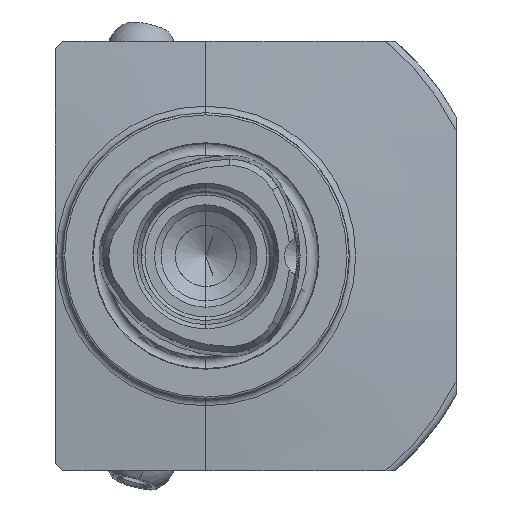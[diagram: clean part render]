
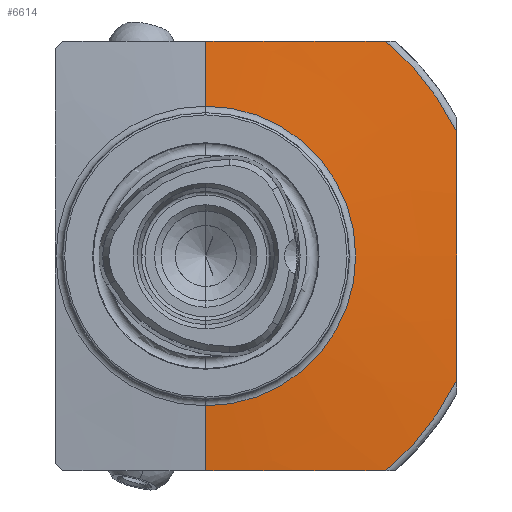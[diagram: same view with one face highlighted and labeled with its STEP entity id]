
A CAD part, left-side view. The second image highlights one B-rep face of the part: STEP entity #6614.
In plain terms, the highlighted conical face has half-angle 85 degrees and reference radius 39.087 mm.
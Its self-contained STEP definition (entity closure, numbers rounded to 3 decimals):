
#26 = VERTEX_POINT ( 'NONE', #5533 ) ;
#245 = CARTESIAN_POINT ( 'NONE',  ( 22.586, 0., 39.087 ) ) ;
#247 = DIRECTION ( 'NONE',  ( 0.087, 0., 0.996 ) ) ;
#295 = DIRECTION ( 'NONE',  ( 0.087, 0., -0.996 ) ) ;
#296 = CARTESIAN_POINT ( 'NONE',  ( 22.586, 0., -39.087 ) ) ;
#335 = CARTESIAN_POINT ( 'NONE',  ( 21.791, 0., 30. ) ) ;
#336 = CARTESIAN_POINT ( 'NONE',  ( 21.791, -4.178, 30. ) ) ;
#345 = CARTESIAN_POINT ( 'NONE',  ( 21.87, -8.355, 30. ) ) ;
#346 = CARTESIAN_POINT ( 'NONE',  ( 22.152, -16.707, 30. ) ) ;
#347 = CARTESIAN_POINT ( 'NONE',  ( 22.352, -20.882, 30. ) ) ;
#348 = CARTESIAN_POINT ( 'NONE',  ( 22.586, -25.056, 30. ) ) ;
#379 = CARTESIAN_POINT ( 'NONE',  ( 22.586, -35., 17.401 ) ) ;
#380 = CARTESIAN_POINT ( 'NONE',  ( 22.36, -35., 11.6 ) ) ;
#385 = CARTESIAN_POINT ( 'NONE',  ( 22.229, -35., 5.799 ) ) ;
#386 = CARTESIAN_POINT ( 'NONE',  ( 22.229, -35., -5.802 ) ) ;
#387 = CARTESIAN_POINT ( 'NONE',  ( 22.36, -35., -11.602 ) ) ;
#388 = CARTESIAN_POINT ( 'NONE',  ( 22.586, -35., -17.401 ) ) ;
#389 = CARTESIAN_POINT ( 'NONE',  ( 22.586, -25.056, -30. ) ) ;
#390 = CARTESIAN_POINT ( 'NONE',  ( 22.352, -20.882, -30. ) ) ;
#391 = CARTESIAN_POINT ( 'NONE',  ( 22.586, 0., 0. ) ) ;
#392 = DIRECTION ( 'NONE',  ( -1., 0., 0. ) ) ;
#393 = DIRECTION ( 'NONE',  ( 0., 0., 1. ) ) ;
#395 = CARTESIAN_POINT ( 'NONE',  ( 22.152, -16.707, -30. ) ) ;
#396 = CARTESIAN_POINT ( 'NONE',  ( 21.87, -8.355, -30. ) ) ;
#397 = CARTESIAN_POINT ( 'NONE',  ( 21.791, -4.178, -30. ) ) ;
#398 = CARTESIAN_POINT ( 'NONE',  ( 21.791, 0., -30. ) ) ;
#401 = CARTESIAN_POINT ( 'NONE',  ( 22.586, 0., 0. ) ) ;
#402 = DIRECTION ( 'NONE',  ( -1., 0., 0. ) ) ;
#403 = DIRECTION ( 'NONE',  ( 0., 0., 1. ) ) ;
#1274 = AXIS2_PLACEMENT_3D ( 'NONE', #2023, #2019, #2021 ) ;
#1561 = FACE_OUTER_BOUND ( 'NONE', #7127, .T. ) ;
#1574 = CONICAL_SURFACE ( 'NONE', #1274, 39.087, 1.484 ) ;
#2019 = DIRECTION ( 'NONE',  ( 1., 0., 0. ) ) ;
#2021 = DIRECTION ( 'NONE',  ( 0., 0., -1. ) ) ;
#2023 = CARTESIAN_POINT ( 'NONE',  ( 22.586, 0., 0. ) ) ;
#2231 = ORIENTED_EDGE ( 'NONE', *, *, #6211, .F. ) ;
#2233 = ORIENTED_EDGE ( 'NONE', *, *, #6226, .T. ) ;
#2235 = ORIENTED_EDGE ( 'NONE', *, *, #6227, .F. ) ;
#2236 = ORIENTED_EDGE ( 'NONE', *, *, #6228, .T. ) ;
#3132 = AXIS2_PLACEMENT_3D ( 'NONE', #4551, #4552, #4553 ) ;
#3176 = AXIS2_PLACEMENT_3D ( 'NONE', #391, #392, #393 ) ;
#3177 = AXIS2_PLACEMENT_3D ( 'NONE', #401, #402, #403 ) ;
#3788 = CIRCLE ( 'NONE', #3132, 20.913 ) ;
#3905 = LINE ( 'NONE', #245, #3906 ) ;
#3906 = VECTOR ( 'NONE', #247, 1000. ) ;
#3929 = LINE ( 'NONE', #296, #3931 ) ;
#3931 = VECTOR ( 'NONE', #295, 1000. ) ;
#3964 = CIRCLE ( 'NONE', #3176, 39.087 ) ;
#3965 = CIRCLE ( 'NONE', #3177, 39.087 ) ;
#4286 = CARTESIAN_POINT ( 'NONE',  ( 22.586, -35., -17.401 ) ) ;
#4291 = CARTESIAN_POINT ( 'NONE',  ( 21.791, 0., -30. ) ) ;
#4298 = CARTESIAN_POINT ( 'NONE',  ( 22.586, -25.056, -30. ) ) ;
#4340 = CARTESIAN_POINT ( 'NONE',  ( 22.586, -25.056, 30. ) ) ;
#4341 = CARTESIAN_POINT ( 'NONE',  ( 21.791, 0., 30. ) ) ;
#4361 = CARTESIAN_POINT ( 'NONE',  ( 22.586, -35., 17.401 ) ) ;
#4498 = CARTESIAN_POINT ( 'NONE',  ( 20.996, 0., 20.913 ) ) ;
#4551 = CARTESIAN_POINT ( 'NONE',  ( 20.996, 0., 0. ) ) ;
#4552 = DIRECTION ( 'NONE',  ( -1., 0., 0. ) ) ;
#4553 = DIRECTION ( 'NONE',  ( 0., 0., 1. ) ) ;
#5533 = CARTESIAN_POINT ( 'NONE',  ( 20.996, 0., -20.913 ) ) ;
#5796 = VERTEX_POINT ( 'NONE', #4286 ) ;
#5809 = VERTEX_POINT ( 'NONE', #4291 ) ;
#5815 = VERTEX_POINT ( 'NONE', #4298 ) ;
#5859 = VERTEX_POINT ( 'NONE', #4340 ) ;
#5860 = VERTEX_POINT ( 'NONE', #4341 ) ;
#5880 = VERTEX_POINT ( 'NONE', #4361 ) ;
#6036 = ORIENTED_EDGE ( 'NONE', *, *, #6078, .F. ) ;
#6038 = ORIENTED_EDGE ( 'NONE', *, *, #6183, .F. ) ;
#6053 = ORIENTED_EDGE ( 'NONE', *, *, #6200, .T. ) ;
#6061 = VERTEX_POINT ( 'NONE', #4498 ) ;
#6078 = EDGE_CURVE ( 'NONE', #26, #6061, #3788, .T. ) ;
#6183 = EDGE_CURVE ( 'NONE', #6061, #5860, #3905, .T. ) ;
#6200 = EDGE_CURVE ( 'NONE', #26, #5809, #3929, .T. ) ;
#6211 = EDGE_CURVE ( 'NONE', #5860, #5859, #6732, .T. ) ;
#6225 = EDGE_CURVE ( 'NONE', #5880, #5796, #6735, .T. ) ;
#6226 = EDGE_CURVE ( 'NONE', #5880, #5859, #3964, .T. ) ;
#6227 = EDGE_CURVE ( 'NONE', #5815, #5809, #6736, .T. ) ;
#6228 = EDGE_CURVE ( 'NONE', #5815, #5796, #3965, .T. ) ;
#6614 = ADVANCED_FACE ( 'NONE', ( #1561 ), #1574, .T. ) ;
#6732 = B_SPLINE_CURVE_WITH_KNOTS ( 'NONE', 3,
 ( #335, #336, #345, #346, #347, #348 ),
 .UNSPECIFIED., .F., .F.,
 ( 4, 2, 4 ),
 ( 0.134, 0.147, 0.159 ),
 .UNSPECIFIED. ) ;
#6735 = B_SPLINE_CURVE_WITH_KNOTS ( 'NONE', 3,
 ( #379, #380, #385, #386, #387, #388 ),
 .UNSPECIFIED., .F., .F.,
 ( 4, 2, 4 ),
 ( 0.11, 0.127, 0.145 ),
 .UNSPECIFIED. ) ;
#6736 = B_SPLINE_CURVE_WITH_KNOTS ( 'NONE', 3,
 ( #389, #390, #395, #396, #397, #398 ),
 .UNSPECIFIED., .F., .F.,
 ( 4, 2, 4 ),
 ( 0.042, 0.054, 0.067 ),
 .UNSPECIFIED. ) ;
#7127 = EDGE_LOOP ( 'NONE', ( #6038, #6036, #6053, #2235, #2236, #7165, #2233, #2231 ) ) ;
#7165 = ORIENTED_EDGE ( 'NONE', *, *, #6225, .F. ) ;
